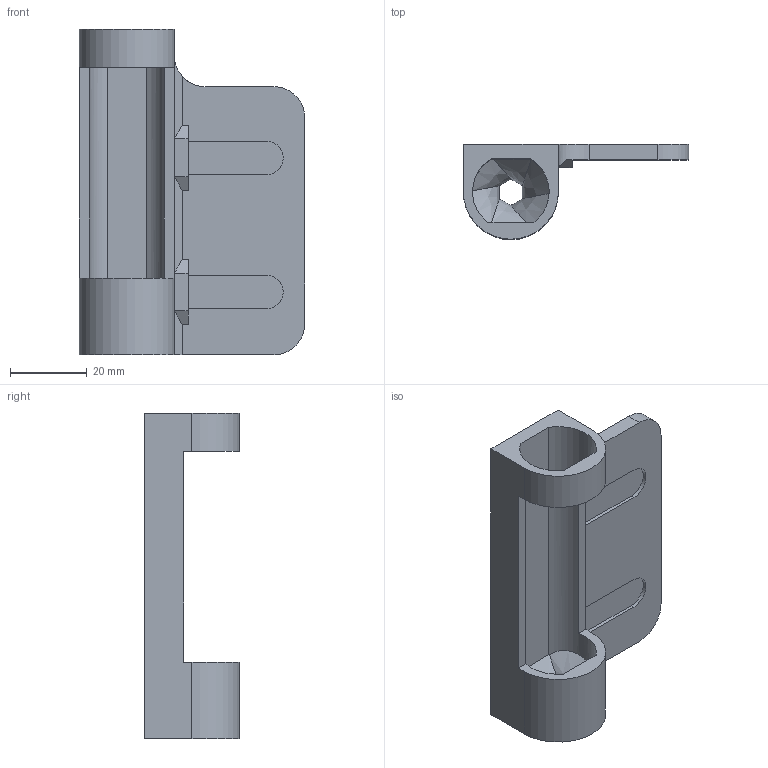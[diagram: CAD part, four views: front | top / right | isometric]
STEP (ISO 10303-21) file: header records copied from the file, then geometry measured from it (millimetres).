
FILE_DESCRIPTION(/* description */ (''),/* implementation_level */ '2;1');
FILE_NAME(/* name */ 'JOt holder.step',/* time_stamp */ '2019-09-01T11:37:27+02:00',/* author */ (''),/* organization */ (''),/* preprocessor_version */ 'ST-DEVELOPER v18',/* originating_system */ 'Autodesk Translation Framework v8.6.0.1094',/* authorisation */ '');
FILE_SCHEMA (('AUTOMOTIVE_DESIGN { 1 0 10303 214 3 1 1 }'));
Length unit declared in the file: millimetre
Products named in the file (1): main
Bounding box: 58.8 x 24.8 x 85 mm (x, y, z)
Volume: 27696 mm3; surface area: 14664.4 mm2
Topology: 1 solids, 1 shells, 59 faces, 177 edges, 118 vertices
Faces by surface type: plane 38, cylinder 15, bspline 6
Entity records: 2177 total; most frequent: CARTESIAN_POINT 577, ORIENTED_EDGE 354, DIRECTION 292, EDGE_CURVE 177, LINE 118, VECTOR 118, VERTEX_POINT 118, AXIS2_PLACEMENT_3D 87
